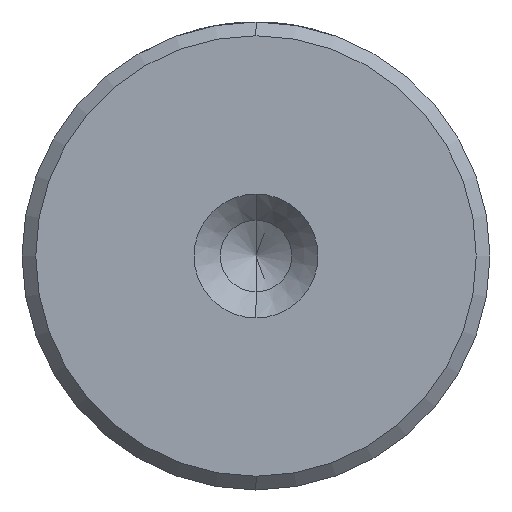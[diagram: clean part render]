
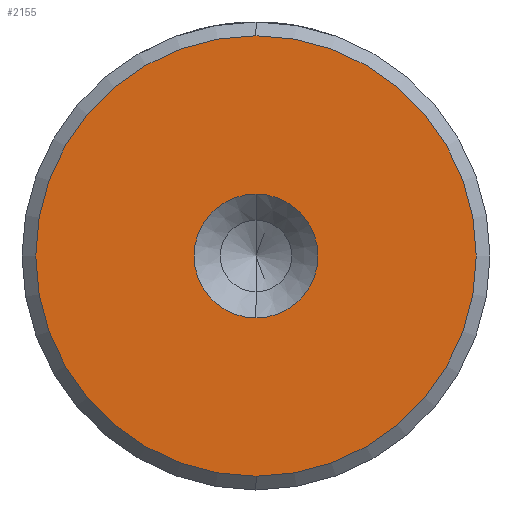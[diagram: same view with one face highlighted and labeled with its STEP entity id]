
A CAD part, left-side view. The second image highlights one B-rep face of the part: STEP entity #2155.
In plain terms, the highlighted planar face has unit normal (-1, 0, 0).
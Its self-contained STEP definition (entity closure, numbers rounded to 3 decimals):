
#65 = DIRECTION ( 'NONE',  ( -1., 0., 0. ) ) ;
#155 = AXIS2_PLACEMENT_3D ( 'NONE', #181, #1838, #431 ) ;
#181 = CARTESIAN_POINT ( 'NONE',  ( 0., 0., 0. ) ) ;
#206 = DIRECTION ( 'NONE',  ( 0., 0., 1. ) ) ;
#276 = CARTESIAN_POINT ( 'NONE',  ( 0., 0., 0. ) ) ;
#342 = VERTEX_POINT ( 'NONE', #2978 ) ;
#354 = EDGE_LOOP ( 'NONE', ( #2124, #1435 ) ) ;
#366 = VERTEX_POINT ( 'NONE', #2526 ) ;
#431 = DIRECTION ( 'NONE',  ( 0., 0., 1. ) ) ;
#520 = DIRECTION ( 'NONE',  ( 0., 0., 1. ) ) ;
#744 = AXIS2_PLACEMENT_3D ( 'NONE', #1490, #65, #1717 ) ;
#849 = DIRECTION ( 'NONE',  ( -1., 0., 0. ) ) ;
#1014 = AXIS2_PLACEMENT_3D ( 'NONE', #2260, #849, #2512 ) ;
#1039 = CARTESIAN_POINT ( 'NONE',  ( 0., 0., -2.25 ) ) ;
#1153 = CARTESIAN_POINT ( 'NONE',  ( 0., 0., 0. ) ) ;
#1312 = FACE_OUTER_BOUND ( 'NONE', #354, .T. ) ;
#1316 = EDGE_LOOP ( 'NONE', ( #2534, #1997 ) ) ;
#1369 = VERTEX_POINT ( 'NONE', #2883 ) ;
#1435 = ORIENTED_EDGE ( 'NONE', *, *, #2556, .T. ) ;
#1490 = CARTESIAN_POINT ( 'NONE',  ( 0., 0., 0. ) ) ;
#1614 = DIRECTION ( 'NONE',  ( -1., 0., 0. ) ) ;
#1687 = AXIS2_PLACEMENT_3D ( 'NONE', #276, #1926, #520 ) ;
#1717 = DIRECTION ( 'NONE',  ( 0., 0., 1. ) ) ;
#1838 = DIRECTION ( 'NONE',  ( -1., 0., 0. ) ) ;
#1924 = FACE_BOUND ( 'NONE', #1316, .T. ) ;
#1926 = DIRECTION ( 'NONE',  ( -1., 0., 0. ) ) ;
#1997 = ORIENTED_EDGE ( 'NONE', *, *, #2985, .F. ) ;
#2124 = ORIENTED_EDGE ( 'NONE', *, *, #2677, .T. ) ;
#2145 = CIRCLE ( 'NONE', #744, 2.25 ) ;
#2155 = ADVANCED_FACE ( 'NONE', ( #1312, #1924 ), #2583, .T. ) ;
#2260 = CARTESIAN_POINT ( 'NONE',  ( 0., 0., 0. ) ) ;
#2341 = EDGE_CURVE ( 'NONE', #342, #2498, #2537, .T. ) ;
#2398 = AXIS2_PLACEMENT_3D ( 'NONE', #1153, #1614, #206 ) ;
#2498 = VERTEX_POINT ( 'NONE', #1039 ) ;
#2512 = DIRECTION ( 'NONE',  ( 0., 0., 1. ) ) ;
#2526 = CARTESIAN_POINT ( 'NONE',  ( 0., 0., 8. ) ) ;
#2534 = ORIENTED_EDGE ( 'NONE', *, *, #2341, .F. ) ;
#2537 = CIRCLE ( 'NONE', #1687, 2.25 ) ;
#2556 = EDGE_CURVE ( 'NONE', #366, #1369, #2640, .T. ) ;
#2583 = PLANE ( 'NONE',  #2398 ) ;
#2640 = CIRCLE ( 'NONE', #1014, 8. ) ;
#2677 = EDGE_CURVE ( 'NONE', #1369, #366, #3032, .T. ) ;
#2883 = CARTESIAN_POINT ( 'NONE',  ( 0., 0., -8. ) ) ;
#2978 = CARTESIAN_POINT ( 'NONE',  ( 0., 0., 2.25 ) ) ;
#2985 = EDGE_CURVE ( 'NONE', #2498, #342, #2145, .T. ) ;
#3032 = CIRCLE ( 'NONE', #155, 8. ) ;
